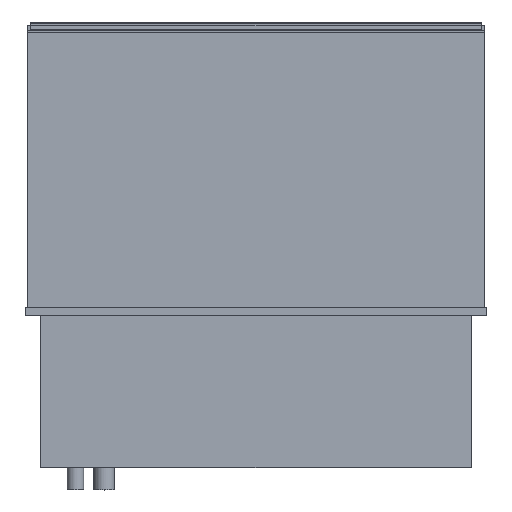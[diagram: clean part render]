
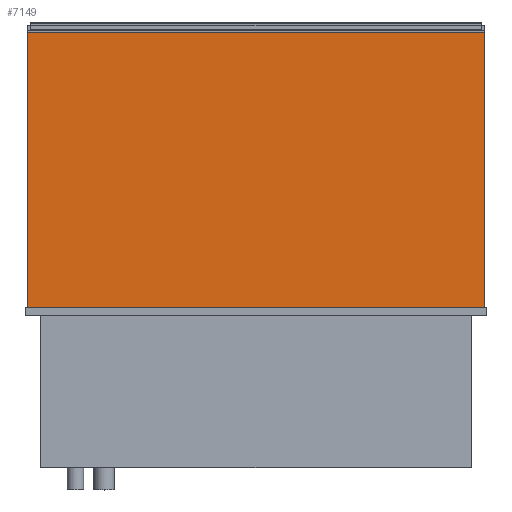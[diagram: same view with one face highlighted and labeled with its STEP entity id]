
A CAD part, top view. The second image highlights one B-rep face of the part: STEP entity #7149.
In plain terms, the highlighted planar face has unit normal (0, 0, 1).
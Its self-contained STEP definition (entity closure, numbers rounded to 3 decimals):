
#605=FACE_OUTER_BOUND('',#1026,.T.);
#1026=EDGE_LOOP('',(#6328,#6329,#6330,#6331));
#1900=LINE('',#11507,#2797);
#1912=LINE('',#11531,#2809);
#1913=LINE('',#11534,#2810);
#1914=LINE('',#11535,#2811);
#2797=VECTOR('',#9492,10.);
#2809=VECTOR('',#9508,10.);
#2810=VECTOR('',#9511,10.);
#2811=VECTOR('',#9512,10.);
#3455=VERTEX_POINT('',#11504);
#3456=VERTEX_POINT('',#11506);
#3465=VERTEX_POINT('',#11527);
#3467=VERTEX_POINT('',#11533);
#4412=EDGE_CURVE('',#3455,#3456,#1900,.T.);
#4424=EDGE_CURVE('',#3465,#3456,#1912,.T.);
#4425=EDGE_CURVE('',#3467,#3465,#1913,.T.);
#4426=EDGE_CURVE('',#3467,#3455,#1914,.T.);
#6328=ORIENTED_EDGE('',*,*,#4425,.T.);
#6329=ORIENTED_EDGE('',*,*,#4424,.T.);
#6330=ORIENTED_EDGE('',*,*,#4412,.F.);
#6331=ORIENTED_EDGE('',*,*,#4426,.F.);
#6743=PLANE('',#7686);
#7149=ADVANCED_FACE('',(#605),#6743,.T.);
#7686=AXIS2_PLACEMENT_3D('',#11532,#9509,#9510);
#9492=DIRECTION('',(1.,0.,0.));
#9508=DIRECTION('',(0.,1.,0.));
#9509=DIRECTION('center_axis',(0.,0.,1.));
#9510=DIRECTION('ref_axis',(1.,0.,0.));
#9511=DIRECTION('',(1.,0.,0.));
#9512=DIRECTION('',(0.,1.,0.));
#11504=CARTESIAN_POINT('',(-557.5,690.,347.5));
#11506=CARTESIAN_POINT('',(557.5,690.,347.5));
#11507=CARTESIAN_POINT('',(-557.5,690.,347.5));
#11527=CARTESIAN_POINT('',(557.5,20.,347.5));
#11531=CARTESIAN_POINT('',(557.5,20.,347.5));
#11532=CARTESIAN_POINT('Origin',(-557.5,20.,347.5));
#11533=CARTESIAN_POINT('',(-557.5,20.,347.5));
#11534=CARTESIAN_POINT('',(-557.5,20.,347.5));
#11535=CARTESIAN_POINT('',(-557.5,20.,347.5));
